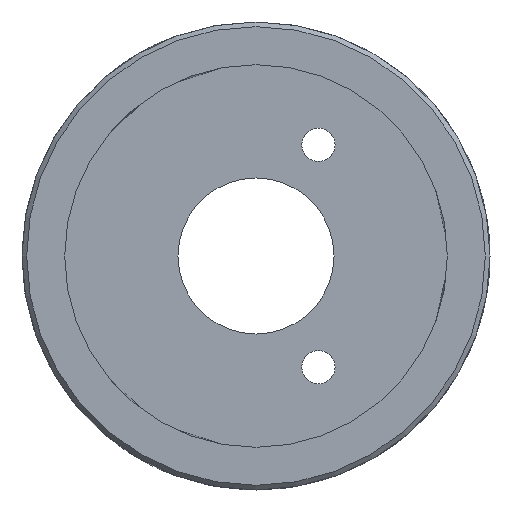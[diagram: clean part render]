
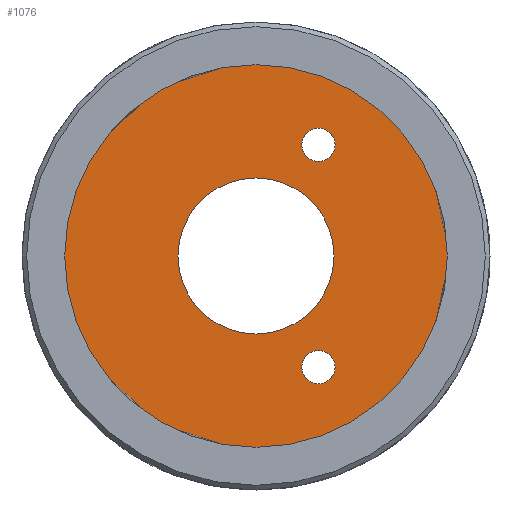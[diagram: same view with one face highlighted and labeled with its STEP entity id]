
A CAD part, left-side view. The second image highlights one B-rep face of the part: STEP entity #1076.
In plain terms, the highlighted planar face has unit normal (-1, 0, 0).
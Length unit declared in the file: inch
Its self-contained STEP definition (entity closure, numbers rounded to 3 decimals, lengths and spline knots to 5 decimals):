
#3 = DIRECTION ( 'NONE',  ( 1., 0., 0. ) ) ;
#6 = EDGE_LOOP ( 'NONE', ( #719 ) ) ;
#91 = DIRECTION ( 'NONE',  ( -1., 0., 0. ) ) ;
#107 = CARTESIAN_POINT ( 'NONE',  ( -0.66362, -0.26809, 0.36672 ) ) ;
#115 = DIRECTION ( 'NONE',  ( 1., 0., 0. ) ) ;
#125 = VERTEX_POINT ( 'NONE', #696 ) ;
#133 = CARTESIAN_POINT ( 'NONE',  ( -0.66362, -0.26809, 1.07872 ) ) ;
#184 = AXIS2_PLACEMENT_3D ( 'NONE', #133, #673, #1167 ) ;
#243 = CARTESIAN_POINT ( 'NONE',  ( -0.66362, -0.26809, 0.41997 ) ) ;
#266 = CARTESIAN_POINT ( 'NONE',  ( -0.66362, -0.06809, 0.72272 ) ) ;
#301 = CIRCLE ( 'NONE', #982, 0.25 ) ;
#302 = DIRECTION ( 'NONE',  ( 0., 0., 1. ) ) ;
#376 = EDGE_CURVE ( 'NONE', #802, #802, #748, .T. ) ;
#398 = CARTESIAN_POINT ( 'NONE',  ( -0.66362, -0.06809, 1.33584 ) ) ;
#406 = EDGE_CURVE ( 'NONE', #125, #125, #301, .T. ) ;
#431 = DIRECTION ( 'NONE',  ( -1., 0., 0. ) ) ;
#435 = EDGE_CURVE ( 'NONE', #500, #500, #768, .T. ) ;
#453 = DIRECTION ( 'NONE',  ( 0., 0., 1. ) ) ;
#494 = VERTEX_POINT ( 'NONE', #398 ) ;
#497 = CARTESIAN_POINT ( 'NONE',  ( -0.66362, -0.06809, 0.72272 ) ) ;
#500 = VERTEX_POINT ( 'NONE', #243 ) ;
#501 = AXIS2_PLACEMENT_3D ( 'NONE', #266, #431, #453 ) ;
#519 = FACE_OUTER_BOUND ( 'NONE', #648, .T. ) ;
#552 = ORIENTED_EDGE ( 'NONE', *, *, #376, .F. ) ;
#585 = ORIENTED_EDGE ( 'NONE', *, *, #435, .F. ) ;
#648 = EDGE_LOOP ( 'NONE', ( #1048 ) ) ;
#663 = DIRECTION ( 'NONE',  ( 0., 0., 1. ) ) ;
#673 = DIRECTION ( 'NONE',  ( -1., 0., 0. ) ) ;
#686 = EDGE_CURVE ( 'NONE', #494, #494, #806, .T. ) ;
#696 = CARTESIAN_POINT ( 'NONE',  ( -0.66362, -0.06809, 0.97272 ) ) ;
#719 = ORIENTED_EDGE ( 'NONE', *, *, #406, .T. ) ;
#732 = PLANE ( 'NONE',  #501 ) ;
#748 = CIRCLE ( 'NONE', #184, 0.05325 ) ;
#757 = DIRECTION ( 'NONE',  ( 0., 0., 1. ) ) ;
#765 = EDGE_LOOP ( 'NONE', ( #552 ) ) ;
#768 = CIRCLE ( 'NONE', #903, 0.05325 ) ;
#776 = CARTESIAN_POINT ( 'NONE',  ( -0.66362, -0.26809, 1.13197 ) ) ;
#802 = VERTEX_POINT ( 'NONE', #776 ) ;
#806 = CIRCLE ( 'NONE', #1098, 0.61313 ) ;
#840 = CARTESIAN_POINT ( 'NONE',  ( -0.66362, -0.06809, 0.72272 ) ) ;
#865 = EDGE_LOOP ( 'NONE', ( #585 ) ) ;
#903 = AXIS2_PLACEMENT_3D ( 'NONE', #107, #91, #302 ) ;
#905 = FACE_BOUND ( 'NONE', #865, .T. ) ;
#982 = AXIS2_PLACEMENT_3D ( 'NONE', #497, #115, #663 ) ;
#1007 = FACE_BOUND ( 'NONE', #765, .T. ) ;
#1048 = ORIENTED_EDGE ( 'NONE', *, *, #686, .F. ) ;
#1076 = ADVANCED_FACE ( 'NONE', ( #1007, #905, #519, #1214 ), #732, .T. ) ;
#1098 = AXIS2_PLACEMENT_3D ( 'NONE', #840, #3, #757 ) ;
#1167 = DIRECTION ( 'NONE',  ( 0., 0., 1. ) ) ;
#1214 = FACE_BOUND ( 'NONE', #6, .T. ) ;
